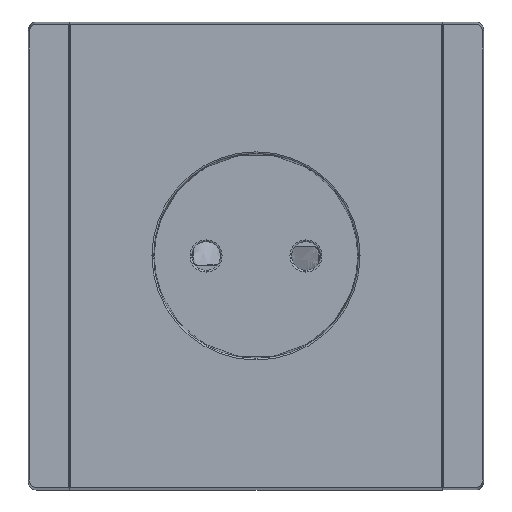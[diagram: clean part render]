
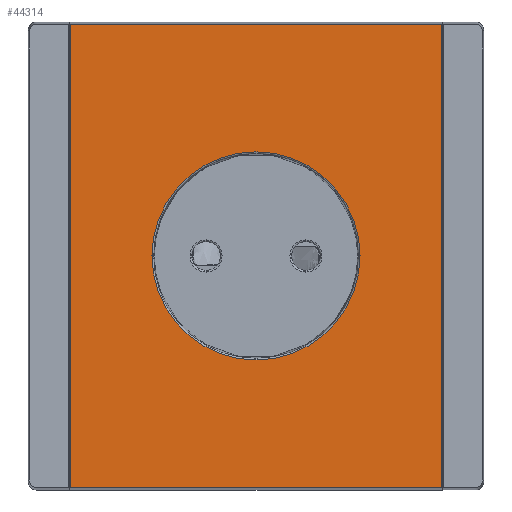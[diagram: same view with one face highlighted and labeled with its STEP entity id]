
A CAD part, top view. The second image highlights one B-rep face of the part: STEP entity #44314.
In plain terms, the highlighted planar face has unit normal (0, 0, 1).
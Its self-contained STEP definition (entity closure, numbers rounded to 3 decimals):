
#356 = ORIENTED_EDGE ( 'NONE', *, *, #24548, .T. ) ;
#1169 = VERTEX_POINT ( 'NONE', #12242 ) ;
#1737 = CARTESIAN_POINT ( 'NONE',  ( 619.792, 0., 11.5 ) ) ;
#3050 = ORIENTED_EDGE ( 'NONE', *, *, #35149, .T. ) ;
#3300 = DIRECTION ( 'NONE',  ( 0., 0., -1. ) ) ;
#8907 = VERTEX_POINT ( 'NONE', #11056 ) ;
#9150 = CARTESIAN_POINT ( 'NONE',  ( 600., 0., 11.5 ) ) ;
#9344 = VERTEX_POINT ( 'NONE', #1737 ) ;
#9681 = CARTESIAN_POINT ( 'NONE',  ( 600., 0., 11.5 ) ) ;
#9814 = CARTESIAN_POINT ( 'NONE',  ( 600., -44.091, 11.5 ) ) ;
#10297 = FACE_BOUND ( 'NONE', #49487, .T. ) ;
#10336 = CIRCLE ( 'NONE', #18390, 19.792 ) ;
#10859 = AXIS2_PLACEMENT_3D ( 'NONE', #9681, #43487, #47917 ) ;
#11056 = CARTESIAN_POINT ( 'NONE',  ( 564.68, -44.091, 11.5 ) ) ;
#11849 = VERTEX_POINT ( 'NONE', #41545 ) ;
#11895 = ORIENTED_EDGE ( 'NONE', *, *, #60455, .T. ) ;
#12054 = EDGE_CURVE ( 'NONE', #49531, #1169, #45927, .T. ) ;
#12242 = CARTESIAN_POINT ( 'NONE',  ( 635.32, 44.091, 11.5 ) ) ;
#12301 = CARTESIAN_POINT ( 'NONE',  ( 600., 44.091, 11.5 ) ) ;
#13202 = CARTESIAN_POINT ( 'NONE',  ( 564.68, 0., 11.5 ) ) ;
#13702 = ORIENTED_EDGE ( 'NONE', *, *, #12054, .T. ) ;
#14752 = PLANE ( 'NONE',  #10859 ) ;
#15686 = EDGE_CURVE ( 'NONE', #11849, #8907, #52073, .T. ) ;
#16595 = VERTEX_POINT ( 'NONE', #50907 ) ;
#16653 = VECTOR ( 'NONE', #18254, 1000. ) ;
#18254 = DIRECTION ( 'NONE',  ( 0., -1., 0. ) ) ;
#18390 = AXIS2_PLACEMENT_3D ( 'NONE', #9150, #28438, #19889 ) ;
#19781 = FACE_OUTER_BOUND ( 'NONE', #30821, .T. ) ;
#19889 = DIRECTION ( 'NONE',  ( 1., 0., 0. ) ) ;
#19905 = DIRECTION ( 'NONE',  ( 1., 0., 0. ) ) ;
#20962 = CARTESIAN_POINT ( 'NONE',  ( 635.32, 0., 11.5 ) ) ;
#22591 = VECTOR ( 'NONE', #54787, 1000. ) ;
#23331 = LINE ( 'NONE', #12301, #51874 ) ;
#24059 = AXIS2_PLACEMENT_3D ( 'NONE', #27639, #3300, #37099 ) ;
#24548 = EDGE_CURVE ( 'NONE', #8907, #49531, #48666, .T. ) ;
#25508 = CARTESIAN_POINT ( 'NONE',  ( 635.32, -44.091, 11.5 ) ) ;
#27093 = CIRCLE ( 'NONE', #24059, 19.792 ) ;
#27639 = CARTESIAN_POINT ( 'NONE',  ( 600., 0., 11.5 ) ) ;
#28077 = VECTOR ( 'NONE', #19905, 1000. ) ;
#28438 = DIRECTION ( 'NONE',  ( 0., 0., -1. ) ) ;
#30821 = EDGE_LOOP ( 'NONE', ( #43530, #356, #13702, #11895 ) ) ;
#35149 = EDGE_CURVE ( 'NONE', #16595, #9344, #10336, .T. ) ;
#37099 = DIRECTION ( 'NONE',  ( 1., 0., 0. ) ) ;
#41545 = CARTESIAN_POINT ( 'NONE',  ( 564.68, 44.091, 11.5 ) ) ;
#43487 = DIRECTION ( 'NONE',  ( 0., 0., 1. ) ) ;
#43530 = ORIENTED_EDGE ( 'NONE', *, *, #15686, .T. ) ;
#43570 = DIRECTION ( 'NONE',  ( -1., 0., 0. ) ) ;
#44314 = ADVANCED_FACE ( 'NONE', ( #19781, #10297 ), #14752, .T. ) ;
#45629 = EDGE_CURVE ( 'NONE', #9344, #16595, #27093, .T. ) ;
#45927 = LINE ( 'NONE', #20962, #22591 ) ;
#47917 = DIRECTION ( 'NONE',  ( 1., 0., 0. ) ) ;
#48539 = ORIENTED_EDGE ( 'NONE', *, *, #45629, .T. ) ;
#48666 = LINE ( 'NONE', #9814, #28077 ) ;
#49487 = EDGE_LOOP ( 'NONE', ( #3050, #48539 ) ) ;
#49531 = VERTEX_POINT ( 'NONE', #25508 ) ;
#50907 = CARTESIAN_POINT ( 'NONE',  ( 580.208, 0., 11.5 ) ) ;
#51874 = VECTOR ( 'NONE', #43570, 1000. ) ;
#52073 = LINE ( 'NONE', #13202, #16653 ) ;
#54787 = DIRECTION ( 'NONE',  ( 0., 1., 0. ) ) ;
#60455 = EDGE_CURVE ( 'NONE', #1169, #11849, #23331, .T. ) ;
